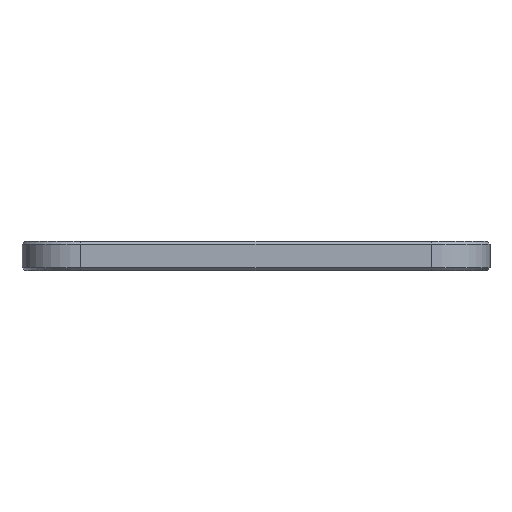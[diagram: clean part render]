
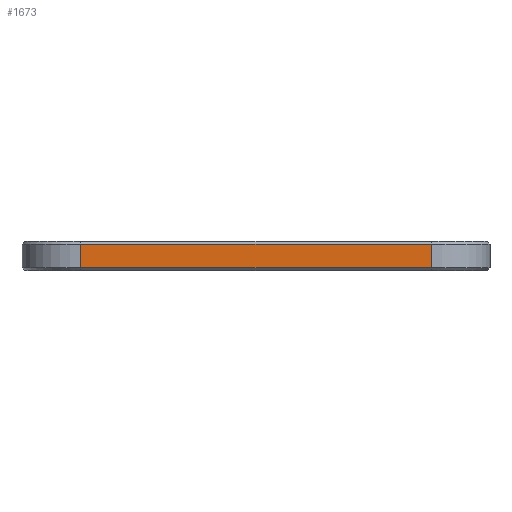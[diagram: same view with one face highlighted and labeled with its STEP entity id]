
A CAD part, front view. The second image highlights one B-rep face of the part: STEP entity #1673.
In plain terms, the highlighted planar face has unit normal (0, -1, 0).
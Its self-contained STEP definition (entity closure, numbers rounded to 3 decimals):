
#158 = PLANE('',#159);
#159 = AXIS2_PLACEMENT_3D('',#160,#161,#162);
#160 = CARTESIAN_POINT('',(0.,-6.1,0.15));
#161 = DIRECTION('',(0.,-0.707,-0.707));
#162 = DIRECTION('',(-1.,-0.,-0.));
#693 = VERTEX_POINT('',#694);
#694 = CARTESIAN_POINT('',(37.5,-6.25,0.3));
#730 = CYLINDRICAL_SURFACE('',#731,6.25);
#731 = AXIS2_PLACEMENT_3D('',#732,#733,#734);
#732 = CARTESIAN_POINT('',(37.5,0.,0.));
#733 = DIRECTION('',(-0.,-0.,-1.));
#734 = DIRECTION('',(1.,0.,0.));
#802 = VERTEX_POINT('',#803);
#803 = CARTESIAN_POINT('',(0.,-6.25,0.3));
#824 = EDGE_CURVE('',#802,#693,#825,.T.);
#825 = SURFACE_CURVE('',#826,(#830,#837),.PCURVE_S1.);
#826 = LINE('',#827,#828);
#827 = CARTESIAN_POINT('',(0.,-6.25,0.3));
#828 = VECTOR('',#829,1.);
#829 = DIRECTION('',(1.,0.,0.));
#830 = PCURVE('',#158,#831);
#831 = DEFINITIONAL_REPRESENTATION('',(#832),#836);
#832 = LINE('',#833,#834);
#833 = CARTESIAN_POINT('',(-0.,-0.212));
#834 = VECTOR('',#835,1.);
#835 = DIRECTION('',(-1.,0.));
#836 = ( GEOMETRIC_REPRESENTATION_CONTEXT(2) 
PARAMETRIC_REPRESENTATION_CONTEXT() REPRESENTATION_CONTEXT('2D SPACE',''
  ) );
#837 = PCURVE('',#838,#843);
#838 = PLANE('',#839);
#839 = AXIS2_PLACEMENT_3D('',#840,#841,#842);
#840 = CARTESIAN_POINT('',(0.,-6.25,0.));
#841 = DIRECTION('',(0.,1.,0.));
#842 = DIRECTION('',(1.,0.,0.));
#843 = DEFINITIONAL_REPRESENTATION('',(#844),#848);
#844 = LINE('',#845,#846);
#845 = CARTESIAN_POINT('',(0.,-0.3));
#846 = VECTOR('',#847,1.);
#847 = DIRECTION('',(1.,0.));
#848 = ( GEOMETRIC_REPRESENTATION_CONTEXT(2) 
PARAMETRIC_REPRESENTATION_CONTEXT() REPRESENTATION_CONTEXT('2D SPACE',''
  ) );
#871 = CYLINDRICAL_SURFACE('',#872,6.25);
#872 = AXIS2_PLACEMENT_3D('',#873,#874,#875);
#873 = CARTESIAN_POINT('',(0.,0.,0.));
#874 = DIRECTION('',(-0.,-0.,-1.));
#875 = DIRECTION('',(1.,0.,0.));
#1568 = EDGE_CURVE('',#693,#1569,#1571,.T.);
#1569 = VERTEX_POINT('',#1570);
#1570 = CARTESIAN_POINT('',(37.5,-6.25,2.825));
#1571 = SURFACE_CURVE('',#1572,(#1576,#1583),.PCURVE_S1.);
#1572 = LINE('',#1573,#1574);
#1573 = CARTESIAN_POINT('',(37.5,-6.25,0.));
#1574 = VECTOR('',#1575,1.);
#1575 = DIRECTION('',(0.,0.,1.));
#1576 = PCURVE('',#730,#1577);
#1577 = DEFINITIONAL_REPRESENTATION('',(#1578),#1582);
#1578 = LINE('',#1579,#1580);
#1579 = CARTESIAN_POINT('',(-4.712,0.));
#1580 = VECTOR('',#1581,1.);
#1581 = DIRECTION('',(-0.,-1.));
#1582 = ( GEOMETRIC_REPRESENTATION_CONTEXT(2) 
PARAMETRIC_REPRESENTATION_CONTEXT() REPRESENTATION_CONTEXT('2D SPACE',''
  ) );
#1583 = PCURVE('',#838,#1584);
#1584 = DEFINITIONAL_REPRESENTATION('',(#1585),#1589);
#1585 = LINE('',#1586,#1587);
#1586 = CARTESIAN_POINT('',(37.5,0.));
#1587 = VECTOR('',#1588,1.);
#1588 = DIRECTION('',(0.,-1.));
#1589 = ( GEOMETRIC_REPRESENTATION_CONTEXT(2) 
PARAMETRIC_REPRESENTATION_CONTEXT() REPRESENTATION_CONTEXT('2D SPACE',''
  ) );
#1673 = ADVANCED_FACE('',(#1674),#838,.F.);
#1674 = FACE_BOUND('',#1675,.F.);
#1675 = EDGE_LOOP('',(#1676,#1699,#1725,#1726));
#1676 = ORIENTED_EDGE('',*,*,#1677,.T.);
#1677 = EDGE_CURVE('',#802,#1678,#1680,.T.);
#1678 = VERTEX_POINT('',#1679);
#1679 = CARTESIAN_POINT('',(0.,-6.25,2.825));
#1680 = SURFACE_CURVE('',#1681,(#1685,#1692),.PCURVE_S1.);
#1681 = LINE('',#1682,#1683);
#1682 = CARTESIAN_POINT('',(0.,-6.25,0.));
#1683 = VECTOR('',#1684,1.);
#1684 = DIRECTION('',(0.,0.,1.));
#1685 = PCURVE('',#838,#1686);
#1686 = DEFINITIONAL_REPRESENTATION('',(#1687),#1691);
#1687 = LINE('',#1688,#1689);
#1688 = CARTESIAN_POINT('',(0.,0.));
#1689 = VECTOR('',#1690,1.);
#1690 = DIRECTION('',(0.,-1.));
#1691 = ( GEOMETRIC_REPRESENTATION_CONTEXT(2) 
PARAMETRIC_REPRESENTATION_CONTEXT() REPRESENTATION_CONTEXT('2D SPACE',''
  ) );
#1692 = PCURVE('',#871,#1693);
#1693 = DEFINITIONAL_REPRESENTATION('',(#1694),#1698);
#1694 = LINE('',#1695,#1696);
#1695 = CARTESIAN_POINT('',(-4.712,0.));
#1696 = VECTOR('',#1697,1.);
#1697 = DIRECTION('',(-0.,-1.));
#1698 = ( GEOMETRIC_REPRESENTATION_CONTEXT(2) 
PARAMETRIC_REPRESENTATION_CONTEXT() REPRESENTATION_CONTEXT('2D SPACE',''
  ) );
#1699 = ORIENTED_EDGE('',*,*,#1700,.T.);
#1700 = EDGE_CURVE('',#1678,#1569,#1701,.T.);
#1701 = SURFACE_CURVE('',#1702,(#1706,#1713),.PCURVE_S1.);
#1702 = LINE('',#1703,#1704);
#1703 = CARTESIAN_POINT('',(0.,-6.25,2.825));
#1704 = VECTOR('',#1705,1.);
#1705 = DIRECTION('',(1.,0.,0.));
#1706 = PCURVE('',#838,#1707);
#1707 = DEFINITIONAL_REPRESENTATION('',(#1708),#1712);
#1708 = LINE('',#1709,#1710);
#1709 = CARTESIAN_POINT('',(0.,-2.825));
#1710 = VECTOR('',#1711,1.);
#1711 = DIRECTION('',(1.,0.));
#1712 = ( GEOMETRIC_REPRESENTATION_CONTEXT(2) 
PARAMETRIC_REPRESENTATION_CONTEXT() REPRESENTATION_CONTEXT('2D SPACE',''
  ) );
#1713 = PCURVE('',#1714,#1719);
#1714 = PLANE('',#1715);
#1715 = AXIS2_PLACEMENT_3D('',#1716,#1717,#1718);
#1716 = CARTESIAN_POINT('',(0.,-6.1,2.975));
#1717 = DIRECTION('',(0.,0.707,-0.707));
#1718 = DIRECTION('',(-1.,-0.,-0.));
#1719 = DEFINITIONAL_REPRESENTATION('',(#1720),#1724);
#1720 = LINE('',#1721,#1722);
#1721 = CARTESIAN_POINT('',(-0.,-0.212));
#1722 = VECTOR('',#1723,1.);
#1723 = DIRECTION('',(-1.,0.));
#1724 = ( GEOMETRIC_REPRESENTATION_CONTEXT(2) 
PARAMETRIC_REPRESENTATION_CONTEXT() REPRESENTATION_CONTEXT('2D SPACE',''
  ) );
#1725 = ORIENTED_EDGE('',*,*,#1568,.F.);
#1726 = ORIENTED_EDGE('',*,*,#824,.F.);
